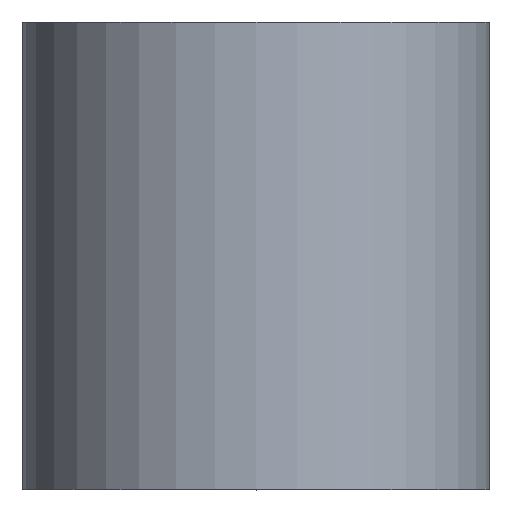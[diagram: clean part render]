
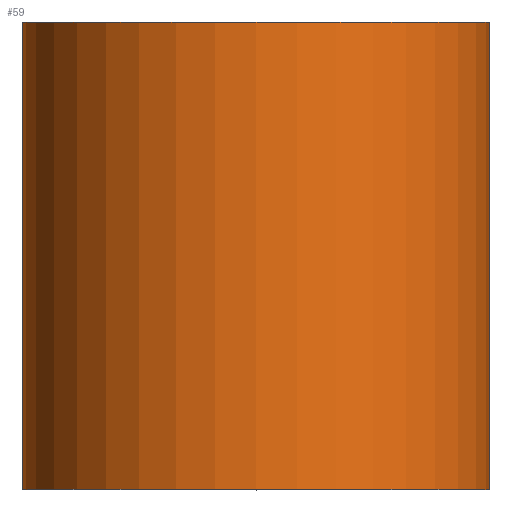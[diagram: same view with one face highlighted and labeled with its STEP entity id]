
A CAD part, top view. The second image highlights one B-rep face of the part: STEP entity #59.
In plain terms, the highlighted cylindrical face has radius 5 mm (diameter 10 mm), a full revolution.
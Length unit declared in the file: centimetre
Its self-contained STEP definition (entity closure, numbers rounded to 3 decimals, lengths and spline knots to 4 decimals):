
#21=FACE_BOUND('',#31,.T.);
#25=FACE_OUTER_BOUND('',#30,.T.);
#30=EDGE_LOOP('',(#50));
#31=EDGE_LOOP('',(#51));
#38=CIRCLE('',#68,0.5);
#39=CIRCLE('',#69,0.5);
#42=VERTEX_POINT('',#97);
#43=VERTEX_POINT('',#99);
#46=EDGE_CURVE('',#42,#42,#38,.T.);
#47=EDGE_CURVE('',#43,#43,#39,.T.);
#50=ORIENTED_EDGE('',*,*,#46,.F.);
#51=ORIENTED_EDGE('',*,*,#47,.T.);
#57=CYLINDRICAL_SURFACE('',#67,0.5);
#59=ADVANCED_FACE('',(#25,#21),#57,.T.);
#67=AXIS2_PLACEMENT_3D('',#96,#80,#81);
#68=AXIS2_PLACEMENT_3D('',#98,#82,#83);
#69=AXIS2_PLACEMENT_3D('',#100,#84,#85);
#80=DIRECTION('center_axis',(0.,1.,0.));
#81=DIRECTION('ref_axis',(1.,0.,0.));
#82=DIRECTION('center_axis',(0.,1.,0.));
#83=DIRECTION('ref_axis',(1.,0.,0.));
#84=DIRECTION('center_axis',(0.,1.,0.));
#85=DIRECTION('ref_axis',(1.,0.,0.));
#96=CARTESIAN_POINT('Origin',(0.,0.,0.));
#97=CARTESIAN_POINT('',(-0.5,1.,0.));
#98=CARTESIAN_POINT('Origin',(0.,1.,0.));
#99=CARTESIAN_POINT('',(-0.5,0.,0.));
#100=CARTESIAN_POINT('Origin',(0.,0.,0.));
